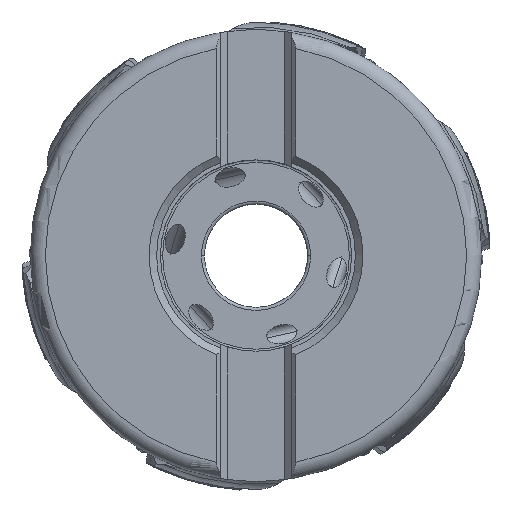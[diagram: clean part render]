
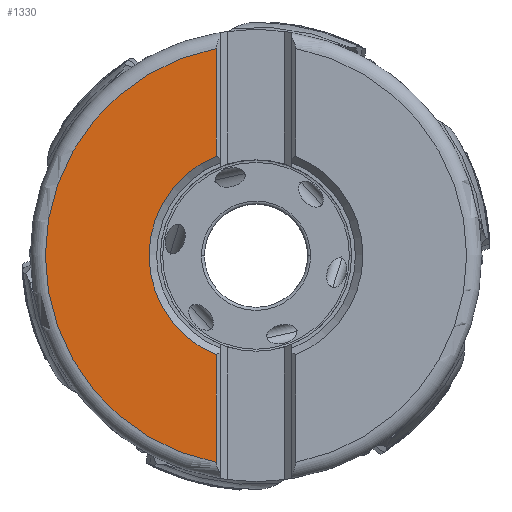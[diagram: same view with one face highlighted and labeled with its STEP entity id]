
A CAD part, top view. The second image highlights one B-rep face of the part: STEP entity #1330.
In plain terms, the highlighted planar face has unit normal (0, 0, 1).
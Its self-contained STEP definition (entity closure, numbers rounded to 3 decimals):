
#780=FACE_OUTER_BOUND('',#2108,.T.);
#1330=ADVANCED_FACE('',(#780),#1696,.T.);
#1696=PLANE('',#11652);
#2108=EDGE_LOOP('',(#5832,#5833,#5834,#5835));
#2682=LINE('',#24809,#3112);
#2683=LINE('',#24813,#3113);
#3112=VECTOR('',#13737,1.);
#3113=VECTOR('',#13740,1.);
#3575=CIRCLE('',#11647,27.972);
#3577=CIRCLE('',#11651,14.2);
#5832=ORIENTED_EDGE('',*,*,#9544,.T.);
#5833=ORIENTED_EDGE('',*,*,#9548,.F.);
#5834=ORIENTED_EDGE('',*,*,#9549,.T.);
#5835=ORIENTED_EDGE('',*,*,#9550,.F.);
#8068=VERTEX_POINT('',#24762);
#8069=VERTEX_POINT('',#24776);
#8072=VERTEX_POINT('',#24810);
#8073=VERTEX_POINT('',#24812);
#9544=EDGE_CURVE('',#8068,#8069,#3575,.T.);
#9548=EDGE_CURVE('',#8072,#8069,#2682,.T.);
#9549=EDGE_CURVE('',#8072,#8073,#3577,.T.);
#9550=EDGE_CURVE('',#8068,#8073,#2683,.T.);
#11647=AXIS2_PLACEMENT_3D('',#24777,#13729,#13730);
#11651=AXIS2_PLACEMENT_3D('',#24811,#13738,#13739);
#11652=AXIS2_PLACEMENT_3D('',#24814,#13741,#13742);
#13729=DIRECTION('',(0.,0.,1.));
#13730=DIRECTION('',(-0.188,0.982,0.));
#13737=DIRECTION('',(0.,-1.,0.));
#13738=DIRECTION('',(0.,0.,-1.));
#13739=DIRECTION('',(-0.371,-0.929,0.));
#13740=DIRECTION('',(0.,-1.,0.));
#13741=DIRECTION('',(0.,0.,1.));
#13742=DIRECTION('',(1.,0.,0.));
#24762=CARTESIAN_POINT('',(-5.263,27.473,0.));
#24776=CARTESIAN_POINT('',(-5.263,-27.473,0.));
#24777=CARTESIAN_POINT('',(0.,0.,0.));
#24809=CARTESIAN_POINT('',(-5.263,-13.189,0.));
#24810=CARTESIAN_POINT('',(-5.263,-13.189,0.));
#24811=CARTESIAN_POINT('',(0.,0.,0.));
#24812=CARTESIAN_POINT('',(-5.263,13.189,0.));
#24813=CARTESIAN_POINT('',(-5.263,27.473,0.));
#24814=CARTESIAN_POINT('',(16.686,0.,0.));
